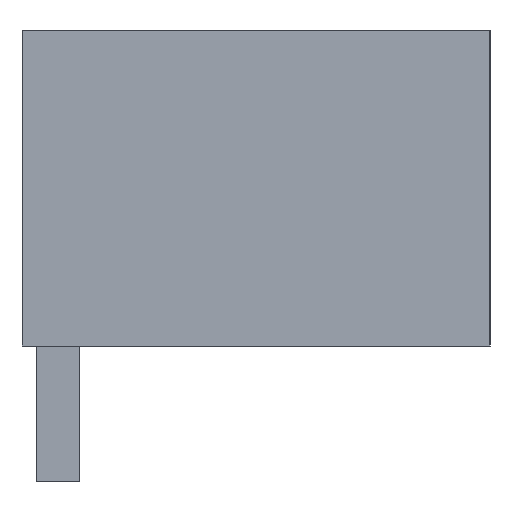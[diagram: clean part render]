
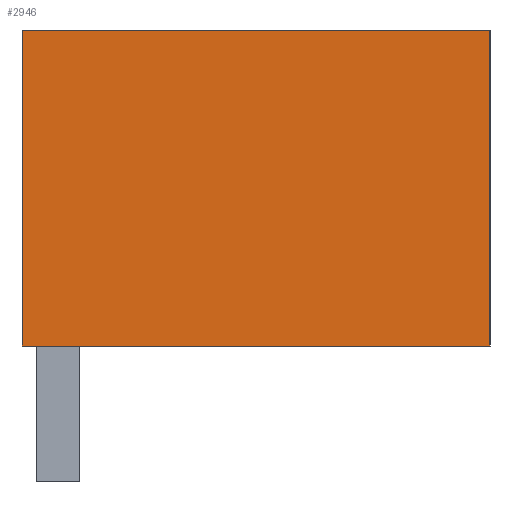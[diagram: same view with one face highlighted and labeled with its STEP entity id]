
A CAD part, left-side view. The second image highlights one B-rep face of the part: STEP entity #2946.
In plain terms, the highlighted planar face has unit normal (-1, 0, 0).
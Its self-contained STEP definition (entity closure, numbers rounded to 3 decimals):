
#2933=AXIS2_PLACEMENT_3D('Plane Axis2P3D',#2930,#2931,#2932) ;
#878=CARTESIAN_POINT('Vertex',(0.,11.05,3.2)) ;
#881=CARTESIAN_POINT('Line Origine',(0.,11.05,6.925)) ;
#885=CARTESIAN_POINT('Vertex',(0.,11.05,10.65)) ;
#1175=CARTESIAN_POINT('Line Origine',(0.,5.525,3.2)) ;
#1179=CARTESIAN_POINT('Vertex',(0.,0.,3.2)) ;
#2261=CARTESIAN_POINT('Line Origine',(0.,5.525,10.65)) ;
#2265=CARTESIAN_POINT('Vertex',(0.,0.,10.65)) ;
#2930=CARTESIAN_POINT('Axis2P3D Location',(0.,11.05,0.)) ;
#2935=CARTESIAN_POINT('Line Origine',(0.,0.,6.925)) ;
#882=DIRECTION('Vector Direction',(0.,0.,-1.)) ;
#1176=DIRECTION('Vector Direction',(0.,1.,0.)) ;
#2262=DIRECTION('Vector Direction',(0.,-1.,0.)) ;
#2931=DIRECTION('Axis2P3D Direction',(-1.,0.,0.)) ;
#2932=DIRECTION('Axis2P3D XDirection',(0.,-1.,0.)) ;
#2936=DIRECTION('Vector Direction',(0.,0.,1.)) ;
#883=VECTOR('Line Direction',#882,1.) ;
#1177=VECTOR('Line Direction',#1176,1.) ;
#2263=VECTOR('Line Direction',#2262,1.) ;
#2937=VECTOR('Line Direction',#2936,1.) ;
#2941=ORIENTED_EDGE('',*,*,#887,.T.) ;
#2942=ORIENTED_EDGE('',*,*,#1181,.T.) ;
#2943=ORIENTED_EDGE('',*,*,#2939,.T.) ;
#2944=ORIENTED_EDGE('',*,*,#2267,.T.) ;
#2946=ADVANCED_FACE('HOUSING',(#2945),#2934,.T.) ;
#887=EDGE_CURVE('',#886,#879,#884,.T.) ;
#1181=EDGE_CURVE('',#879,#1180,#1178,.F.) ;
#2267=EDGE_CURVE('',#2266,#886,#2264,.F.) ;
#2939=EDGE_CURVE('',#1180,#2266,#2938,.T.) ;
#2940=EDGE_LOOP('',(#2941,#2942,#2943,#2944)) ;
#2945=FACE_OUTER_BOUND('',#2940,.T.) ;
#884=LINE('Line',#881,#883) ;
#1178=LINE('Line',#1175,#1177) ;
#2264=LINE('Line',#2261,#2263) ;
#2938=LINE('Line',#2935,#2937) ;
#2934=PLANE('',#2933) ;
#879=VERTEX_POINT('',#878) ;
#886=VERTEX_POINT('',#885) ;
#1180=VERTEX_POINT('',#1179) ;
#2266=VERTEX_POINT('',#2265) ;
